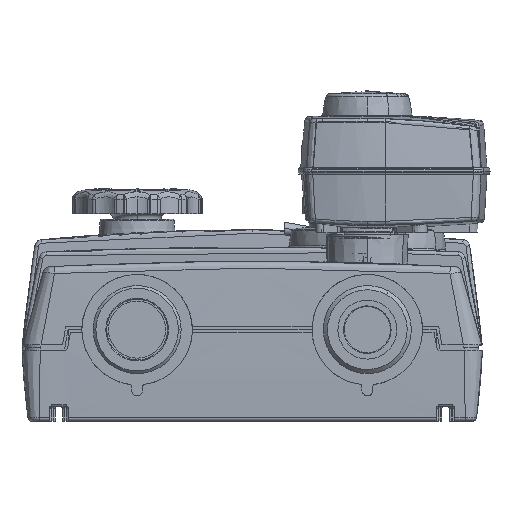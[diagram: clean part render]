
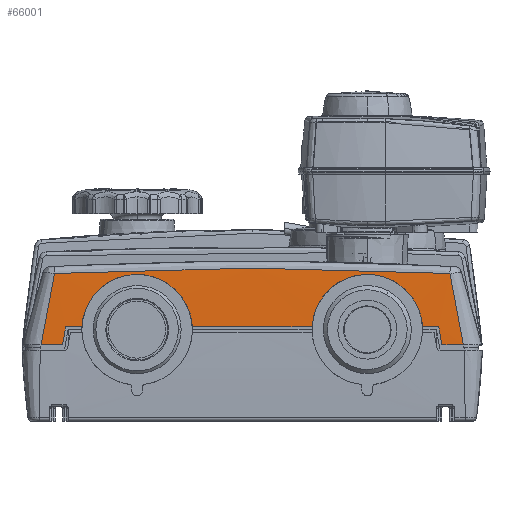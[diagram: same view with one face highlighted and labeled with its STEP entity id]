
A CAD part, front view. The second image highlights one B-rep face of the part: STEP entity #66001.
In plain terms, the highlighted cylindrical face has radius 1200 mm (diameter 2400 mm), a partial arc.
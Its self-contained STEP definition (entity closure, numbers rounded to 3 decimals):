
#65931=AXIS2_PLACEMENT_3D('Cylinder Axis2P3D',#65928,#65929,#65930) ;
#18506=CARTESIAN_POINT('Vertex',(29.962,-341.935,1.5)) ;
#18510=CARTESIAN_POINT('Control Point',(-29.962,-341.935,1.5)) ;
#18511=CARTESIAN_POINT('Control Point',(-29.727,-341.886,6.207)) ;
#18512=CARTESIAN_POINT('Control Point',(-28.567,-341.815,10.868)) ;
#18513=CARTESIAN_POINT('Control Point',(-26.494,-341.723,15.24)) ;
#18514=CARTESIAN_POINT('Control Point',(-20.563,-341.525,23.178)) ;
#18515=CARTESIAN_POINT('Control Point',(-11.99,-341.363,28.196)) ;
#18516=CARTESIAN_POINT('Control Point',(-7.085,-341.306,29.809)) ;
#18517=CARTESIAN_POINT('Control Point',(3.099,-341.269,30.892)) ;
#18518=CARTESIAN_POINT('Control Point',(12.864,-341.374,27.808)) ;
#18519=CARTESIAN_POINT('Control Point',(17.351,-341.459,25.253)) ;
#18520=CARTESIAN_POINT('Control Point',(23.843,-341.627,19.45)) ;
#18521=CARTESIAN_POINT('Control Point',(27.899,-341.789,11.849)) ;
#18522=CARTESIAN_POINT('Control Point',(29.097,-341.85,8.492)) ;
#18523=CARTESIAN_POINT('Control Point',(29.787,-341.899,5.009)) ;
#18524=CARTESIAN_POINT('Control Point',(29.962,-341.935,1.5)) ;
#18525=CARTESIAN_POINT('Vertex',(-29.962,-341.935,1.5)) ;
#65772=CARTESIAN_POINT('Vertex',(-163.759,-341.935,1.5)) ;
#65779=CARTESIAN_POINT('Vertex',(-154.962,-341.935,1.5)) ;
#65782=CARTESIAN_POINT('Line Origine',(-159.361,-341.935,1.5)) ;
#65807=CARTESIAN_POINT('Control Point',(-163.759,-341.935,1.5)) ;
#65808=CARTESIAN_POINT('Control Point',(-164.102,-341.956,-0.45)) ;
#65809=CARTESIAN_POINT('Control Point',(-164.446,-341.972,-2.4)) ;
#65810=CARTESIAN_POINT('Control Point',(-164.79,-341.985,-4.35)) ;
#65811=CARTESIAN_POINT('Control Point',(-165.134,-341.993,-6.3)) ;
#65812=CARTESIAN_POINT('Control Point',(-165.478,-341.997,-8.25)) ;
#65813=CARTESIAN_POINT('Vertex',(-165.478,-341.997,-8.25)) ;
#65844=CARTESIAN_POINT('Vertex',(40.478,-341.997,-8.25)) ;
#65848=CARTESIAN_POINT('Control Point',(38.759,-341.935,1.5)) ;
#65849=CARTESIAN_POINT('Control Point',(39.102,-341.956,-0.45)) ;
#65850=CARTESIAN_POINT('Control Point',(39.446,-341.972,-2.4)) ;
#65851=CARTESIAN_POINT('Control Point',(39.79,-341.985,-4.35)) ;
#65852=CARTESIAN_POINT('Control Point',(40.134,-341.993,-6.3)) ;
#65853=CARTESIAN_POINT('Control Point',(40.478,-341.997,-8.25)) ;
#65854=CARTESIAN_POINT('Vertex',(38.759,-341.935,1.5)) ;
#65876=CARTESIAN_POINT('Line Origine',(34.361,-341.935,1.5)) ;
#65902=CARTESIAN_POINT('Line Origine',(-62.5,-341.935,1.5)) ;
#65906=CARTESIAN_POINT('Vertex',(-95.038,-341.935,1.5)) ;
#65928=CARTESIAN_POINT('Axis2P3D Location',(-62.5,857.999,-11.015)) ;
#65934=CARTESIAN_POINT('Control Point',(-177.14,-341.997,-8.25)) ;
#65935=CARTESIAN_POINT('Control Point',(-174.921,-341.968,4.703)) ;
#65936=CARTESIAN_POINT('Control Point',(-172.479,-341.728,17.627)) ;
#65937=CARTESIAN_POINT('Control Point',(-169.814,-341.282,30.501)) ;
#65938=CARTESIAN_POINT('Vertex',(-169.814,-341.282,30.501)) ;
#65940=CARTESIAN_POINT('Vertex',(-177.14,-341.997,-8.25)) ;
#65943=CARTESIAN_POINT('Line Origine',(-62.5,-341.997,-8.25)) ;
#65949=CARTESIAN_POINT('Control Point',(-154.962,-341.935,1.5)) ;
#65950=CARTESIAN_POINT('Control Point',(-154.727,-341.886,6.207)) ;
#65951=CARTESIAN_POINT('Control Point',(-153.567,-341.815,10.868)) ;
#65952=CARTESIAN_POINT('Control Point',(-151.494,-341.723,15.24)) ;
#65953=CARTESIAN_POINT('Control Point',(-145.563,-341.525,23.178)) ;
#65954=CARTESIAN_POINT('Control Point',(-136.99,-341.363,28.196)) ;
#65955=CARTESIAN_POINT('Control Point',(-132.085,-341.306,29.809)) ;
#65956=CARTESIAN_POINT('Control Point',(-121.901,-341.269,30.892)) ;
#65957=CARTESIAN_POINT('Control Point',(-112.136,-341.374,27.808)) ;
#65958=CARTESIAN_POINT('Control Point',(-107.649,-341.459,25.253)) ;
#65959=CARTESIAN_POINT('Control Point',(-101.157,-341.627,19.45)) ;
#65960=CARTESIAN_POINT('Control Point',(-97.101,-341.789,11.849)) ;
#65961=CARTESIAN_POINT('Control Point',(-95.903,-341.85,8.492)) ;
#65962=CARTESIAN_POINT('Control Point',(-95.213,-341.899,5.009)) ;
#65963=CARTESIAN_POINT('Control Point',(-95.038,-341.935,1.5)) ;
#65965=CARTESIAN_POINT('Line Origine',(-62.5,-341.997,-8.25)) ;
#65969=CARTESIAN_POINT('Vertex',(52.14,-341.997,-8.25)) ;
#65973=CARTESIAN_POINT('Control Point',(52.14,-341.997,-8.25)) ;
#65974=CARTESIAN_POINT('Control Point',(49.921,-341.968,4.703)) ;
#65975=CARTESIAN_POINT('Control Point',(47.479,-341.728,17.627)) ;
#65976=CARTESIAN_POINT('Control Point',(44.814,-341.282,30.501)) ;
#65977=CARTESIAN_POINT('Vertex',(44.814,-341.282,30.501)) ;
#65981=CARTESIAN_POINT('Control Point',(44.814,-341.282,30.501)) ;
#65982=CARTESIAN_POINT('Control Point',(-8.791,-341.182,33.397)) ;
#65983=CARTESIAN_POINT('Control Point',(-62.5,-341.139,34.365)) ;
#65984=CARTESIAN_POINT('Control Point',(-116.209,-341.182,33.397)) ;
#65985=CARTESIAN_POINT('Control Point',(-169.814,-341.282,30.501)) ;
#65783=DIRECTION('Vector Direction',(1.,0.,0.)) ;
#65877=DIRECTION('Vector Direction',(1.,0.,0.)) ;
#65903=DIRECTION('Vector Direction',(1.,0.,0.)) ;
#65929=DIRECTION('Axis2P3D Direction',(-1.,0.,0.)) ;
#65930=DIRECTION('Axis2P3D XDirection',(0.,-1.,0.001)) ;
#65944=DIRECTION('Vector Direction',(-1.,0.,0.)) ;
#65966=DIRECTION('Vector Direction',(-1.,0.,0.)) ;
#65784=VECTOR('Line Direction',#65783,1.) ;
#65878=VECTOR('Line Direction',#65877,1.) ;
#65904=VECTOR('Line Direction',#65903,1.) ;
#65945=VECTOR('Line Direction',#65944,1.) ;
#65967=VECTOR('Line Direction',#65966,1.) ;
#65988=ORIENTED_EDGE('',*,*,#65942,.T.) ;
#65989=ORIENTED_EDGE('',*,*,#65947,.T.) ;
#65990=ORIENTED_EDGE('',*,*,#65815,.F.) ;
#65991=ORIENTED_EDGE('',*,*,#65786,.T.) ;
#65992=ORIENTED_EDGE('',*,*,#65964,.T.) ;
#65993=ORIENTED_EDGE('',*,*,#65908,.T.) ;
#65994=ORIENTED_EDGE('',*,*,#18527,.T.) ;
#65995=ORIENTED_EDGE('',*,*,#65880,.T.) ;
#65996=ORIENTED_EDGE('',*,*,#65856,.T.) ;
#65997=ORIENTED_EDGE('',*,*,#65971,.F.) ;
#65998=ORIENTED_EDGE('',*,*,#65979,.F.) ;
#65999=ORIENTED_EDGE('',*,*,#65986,.F.) ;
#66001=ADVANCED_FACE('PartBody',(#66000),#65932,.T.) ;
#18509=B_SPLINE_CURVE_WITH_KNOTS('',5,(#18510,#18511,#18512,#18513,#18514,#18515,#18516,#18517,#18518,#18519,#18520,#18521,#18522,#18523,#18524),.UNSPECIFIED.,.F.,.U.,(6,3,3,3,6),(2.122,35.451,70.891,106.333,131.178),.UNSPECIFIED.) ;
#65806=B_SPLINE_CURVE_WITH_KNOTS('',5,(#65807,#65808,#65809,#65810,#65811,#65812),.UNSPECIFIED.,.F.,.U.,(6,6),(0.,14.002),.UNSPECIFIED.) ;
#65847=B_SPLINE_CURVE_WITH_KNOTS('',5,(#65848,#65849,#65850,#65851,#65852,#65853),.UNSPECIFIED.,.F.,.U.,(6,6),(0.,14.002),.UNSPECIFIED.) ;
#65933=B_SPLINE_CURVE_WITH_KNOTS('',3,(#65934,#65935,#65936,#65937),.UNSPECIFIED.,.F.,.U.,(4,4),(22.993,91.379),.UNSPECIFIED.) ;
#65948=B_SPLINE_CURVE_WITH_KNOTS('',5,(#65949,#65950,#65951,#65952,#65953,#65954,#65955,#65956,#65957,#65958,#65959,#65960,#65961,#65962,#65963),.UNSPECIFIED.,.F.,.U.,(6,3,3,3,6),(2.122,35.451,70.891,106.333,131.178),.UNSPECIFIED.) ;
#65972=B_SPLINE_CURVE_WITH_KNOTS('',3,(#65973,#65974,#65975,#65976),.UNSPECIFIED.,.F.,.U.,(4,4),(22.993,91.379),.UNSPECIFIED.) ;
#65980=B_SPLINE_CURVE_WITH_KNOTS('',4,(#65981,#65982,#65983,#65984,#65985),.UNSPECIFIED.,.F.,.U.,(5,5),(75.459,379.441),.UNSPECIFIED.) ;
#65932=CYLINDRICAL_SURFACE('generated cylinder',#65931,1200.) ;
#18527=EDGE_CURVE('',#18526,#18507,#18509,.T.) ;
#65786=EDGE_CURVE('',#65773,#65780,#65785,.T.) ;
#65815=EDGE_CURVE('',#65773,#65814,#65806,.T.) ;
#65856=EDGE_CURVE('',#65855,#65845,#65847,.T.) ;
#65880=EDGE_CURVE('',#18507,#65855,#65879,.T.) ;
#65908=EDGE_CURVE('',#65907,#18526,#65905,.T.) ;
#65942=EDGE_CURVE('',#65939,#65941,#65933,.F.) ;
#65947=EDGE_CURVE('',#65941,#65814,#65946,.F.) ;
#65964=EDGE_CURVE('',#65780,#65907,#65948,.T.) ;
#65971=EDGE_CURVE('',#65970,#65845,#65968,.T.) ;
#65979=EDGE_CURVE('',#65978,#65970,#65972,.F.) ;
#65986=EDGE_CURVE('',#65939,#65978,#65980,.F.) ;
#65987=EDGE_LOOP('',(#65988,#65989,#65990,#65991,#65992,#65993,#65994,#65995,#65996,#65997,#65998,#65999)) ;
#66000=FACE_OUTER_BOUND('',#65987,.T.) ;
#65785=LINE('Line',#65782,#65784) ;
#65879=LINE('Line',#65876,#65878) ;
#65905=LINE('Line',#65902,#65904) ;
#65946=LINE('Line',#65943,#65945) ;
#65968=LINE('Line',#65965,#65967) ;
#18507=VERTEX_POINT('',#18506) ;
#18526=VERTEX_POINT('',#18525) ;
#65773=VERTEX_POINT('',#65772) ;
#65780=VERTEX_POINT('',#65779) ;
#65814=VERTEX_POINT('',#65813) ;
#65845=VERTEX_POINT('',#65844) ;
#65855=VERTEX_POINT('',#65854) ;
#65907=VERTEX_POINT('',#65906) ;
#65939=VERTEX_POINT('',#65938) ;
#65941=VERTEX_POINT('',#65940) ;
#65970=VERTEX_POINT('',#65969) ;
#65978=VERTEX_POINT('',#65977) ;
